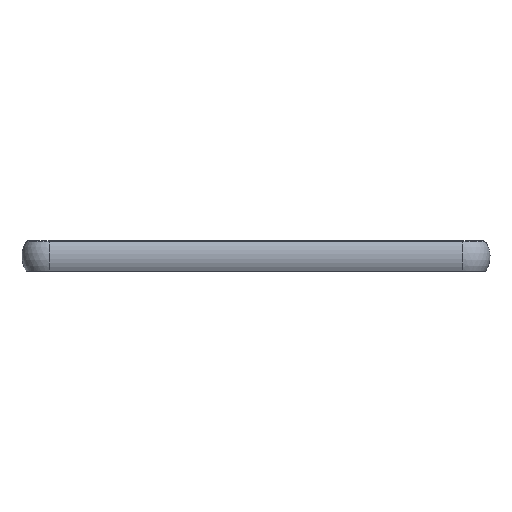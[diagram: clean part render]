
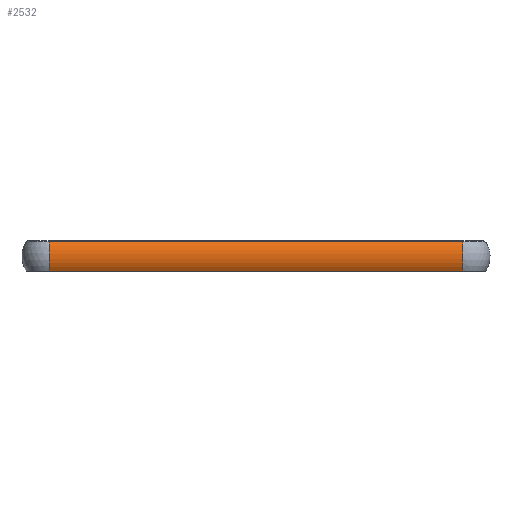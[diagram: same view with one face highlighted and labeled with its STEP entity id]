
A CAD part, left-side view. The second image highlights one B-rep face of the part: STEP entity #2532.
In plain terms, the highlighted cylindrical face has radius 9.513 mm (diameter 19.026 mm), a partial arc.
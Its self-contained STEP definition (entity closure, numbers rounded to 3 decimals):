
#802 = VERTEX_POINT('',#803);
#803 = CARTESIAN_POINT('',(-37.549,-71.9,-1.6));
#810 = EDGE_CURVE('',#802,#811,#813,.T.);
#811 = VERTEX_POINT('',#812);
#812 = CARTESIAN_POINT('',(-37.549,71.9,-1.6));
#813 = LINE('',#814,#815);
#814 = CARTESIAN_POINT('',(-37.549,-71.9,-1.6));
#815 = VECTOR('',#816,1.);
#816 = DIRECTION('',(0.,1.,0.));
#2308 = VERTEX_POINT('',#2309);
#2309 = CARTESIAN_POINT('',(-37.549,-71.9,8.7));
#2316 = EDGE_CURVE('',#802,#2308,#2317,.T.);
#2317 = CIRCLE('',#2318,9.513);
#2318 = AXIS2_PLACEMENT_3D('',#2319,#2320,#2321);
#2319 = CARTESIAN_POINT('',(-29.55,-71.9,3.55));
#2320 = DIRECTION('',(0.,1.,0.));
#2321 = DIRECTION('',(-1.,0.,0.));
#2532 = ADVANCED_FACE('',(#2533),#2552,.T.);
#2533 = FACE_BOUND('',#2534,.T.);
#2534 = EDGE_LOOP('',(#2535,#2543,#2550,#2551));
#2535 = ORIENTED_EDGE('',*,*,#2536,.T.);
#2536 = EDGE_CURVE('',#2308,#2537,#2539,.T.);
#2537 = VERTEX_POINT('',#2538);
#2538 = CARTESIAN_POINT('',(-37.549,71.9,8.7));
#2539 = LINE('',#2540,#2541);
#2540 = CARTESIAN_POINT('',(-37.549,-71.9,8.7));
#2541 = VECTOR('',#2542,1.);
#2542 = DIRECTION('',(0.,1.,0.));
#2543 = ORIENTED_EDGE('',*,*,#2544,.F.);
#2544 = EDGE_CURVE('',#811,#2537,#2545,.T.);
#2545 = CIRCLE('',#2546,9.513);
#2546 = AXIS2_PLACEMENT_3D('',#2547,#2548,#2549);
#2547 = CARTESIAN_POINT('',(-29.55,71.9,3.55));
#2548 = DIRECTION('',(0.,1.,0.));
#2549 = DIRECTION('',(-1.,0.,0.));
#2550 = ORIENTED_EDGE('',*,*,#810,.F.);
#2551 = ORIENTED_EDGE('',*,*,#2316,.T.);
#2552 = CYLINDRICAL_SURFACE('',#2553,9.513);
#2553 = AXIS2_PLACEMENT_3D('',#2554,#2555,#2556);
#2554 = CARTESIAN_POINT('',(-29.55,-71.9,3.55));
#2555 = DIRECTION('',(0.,1.,0.));
#2556 = DIRECTION('',(-1.,0.,0.));
